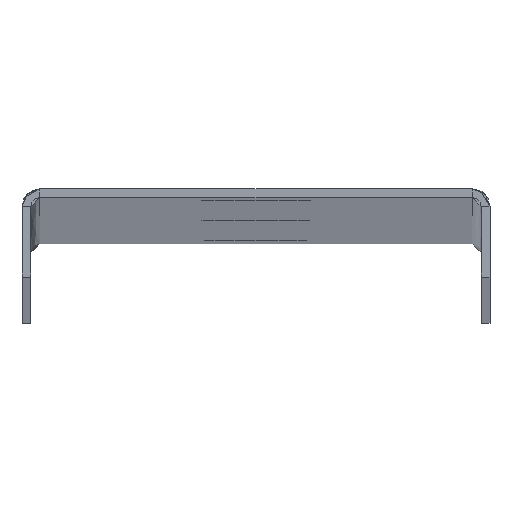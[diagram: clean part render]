
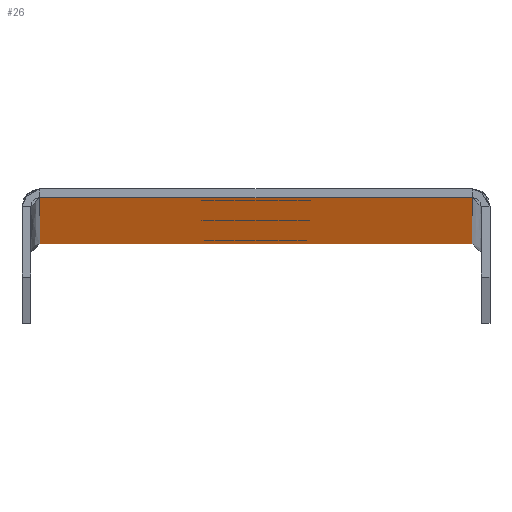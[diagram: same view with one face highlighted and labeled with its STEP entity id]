
A CAD part, top view. The second image highlights one B-rep face of the part: STEP entity #26.
In plain terms, the highlighted planar face has unit normal (0, -1, 0).
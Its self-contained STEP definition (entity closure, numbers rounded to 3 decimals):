
#14=FACE_BOUND('',#83,.T.);
#15=FACE_BOUND('',#84,.T.);
#16=FACE_BOUND('',#85,.T.);
#26=ADVANCED_FACE('',(#54,#14,#15,#16),#396,.T.);
#54=FACE_OUTER_BOUND('',#82,.T.);
#82=EDGE_LOOP('',(#134,#135,#136,#137));
#83=EDGE_LOOP('',(#138,#139));
#84=EDGE_LOOP('',(#140,#141));
#85=EDGE_LOOP('',(#142,#143));
#134=ORIENTED_EDGE('',*,*,#258,.F.);
#135=ORIENTED_EDGE('',*,*,#257,.T.);
#136=ORIENTED_EDGE('',*,*,#259,.F.);
#137=ORIENTED_EDGE('',*,*,#260,.F.);
#138=ORIENTED_EDGE('',*,*,#239,.T.);
#139=ORIENTED_EDGE('',*,*,#292,.T.);
#140=ORIENTED_EDGE('',*,*,#290,.T.);
#141=ORIENTED_EDGE('',*,*,#243,.T.);
#142=ORIENTED_EDGE('',*,*,#294,.T.);
#143=ORIENTED_EDGE('',*,*,#235,.T.);
#235=EDGE_CURVE('',#360,#358,#296,.T.);
#239=EDGE_CURVE('',#364,#362,#298,.T.);
#243=EDGE_CURVE('',#368,#366,#300,.T.);
#257=EDGE_CURVE('',#378,#380,#331,.T.);
#258=EDGE_CURVE('',#378,#381,#332,.T.);
#259=EDGE_CURVE('',#382,#380,#333,.T.);
#260=EDGE_CURVE('',#381,#382,#334,.T.);
#290=EDGE_CURVE('',#366,#368,#310,.T.);
#292=EDGE_CURVE('',#362,#364,#312,.T.);
#294=EDGE_CURVE('',#358,#360,#314,.T.);
#296=(
BOUNDED_CURVE()
B_SPLINE_CURVE(2,(#788,#789,#790,#791,#792),.UNSPECIFIED.,.F.,.F.)
B_SPLINE_CURVE_WITH_KNOTS((3,2,3),(-19.321,-9.66,
0.),.UNSPECIFIED.)
CURVE()
GEOMETRIC_REPRESENTATION_ITEM()
RATIONAL_B_SPLINE_CURVE((1.,0.707,1.,0.707,1.))
REPRESENTATION_ITEM('')
);
#298=(
BOUNDED_CURVE()
B_SPLINE_CURVE(2,(#802,#803,#804,#805,#806),.UNSPECIFIED.,.F.,.F.)
B_SPLINE_CURVE_WITH_KNOTS((3,2,3),(-19.321,-9.66,0.),
 .UNSPECIFIED.)
CURVE()
GEOMETRIC_REPRESENTATION_ITEM()
RATIONAL_B_SPLINE_CURVE((1.,0.707,1.,0.707,1.))
REPRESENTATION_ITEM('')
);
#300=(
BOUNDED_CURVE()
B_SPLINE_CURVE(2,(#816,#817,#818,#819,#820),.UNSPECIFIED.,.F.,.F.)
B_SPLINE_CURVE_WITH_KNOTS((3,2,3),(-19.321,-9.66,
0.),.UNSPECIFIED.)
CURVE()
GEOMETRIC_REPRESENTATION_ITEM()
RATIONAL_B_SPLINE_CURVE((1.,0.707,1.,0.707,1.))
REPRESENTATION_ITEM('')
);
#310=(
BOUNDED_CURVE()
B_SPLINE_CURVE(2,(#924,#925,#926,#927,#928),.UNSPECIFIED.,.F.,.F.)
B_SPLINE_CURVE_WITH_KNOTS((3,2,3),(-19.321,-9.66,
0.),.UNSPECIFIED.)
CURVE()
GEOMETRIC_REPRESENTATION_ITEM()
RATIONAL_B_SPLINE_CURVE((1.,0.707,1.,0.707,1.))
REPRESENTATION_ITEM('')
);
#312=(
BOUNDED_CURVE()
B_SPLINE_CURVE(2,(#934,#935,#936,#937,#938),.UNSPECIFIED.,.F.,.F.)
B_SPLINE_CURVE_WITH_KNOTS((3,2,3),(-19.321,-9.66,0.),
 .UNSPECIFIED.)
CURVE()
GEOMETRIC_REPRESENTATION_ITEM()
RATIONAL_B_SPLINE_CURVE((1.,0.707,1.,0.707,1.))
REPRESENTATION_ITEM('')
);
#314=(
BOUNDED_CURVE()
B_SPLINE_CURVE(2,(#944,#945,#946,#947,#948),.UNSPECIFIED.,.F.,.F.)
B_SPLINE_CURVE_WITH_KNOTS((3,2,3),(-19.321,-9.66,
0.),.UNSPECIFIED.)
CURVE()
GEOMETRIC_REPRESENTATION_ITEM()
RATIONAL_B_SPLINE_CURVE((1.,0.707,1.,0.707,1.))
REPRESENTATION_ITEM('')
);
#331=B_SPLINE_CURVE_WITH_KNOTS('',1,(#852,#853),.UNSPECIFIED.,.F.,.F.,(2,
2),(-3000.,0.),.UNSPECIFIED.);
#332=B_SPLINE_CURVE_WITH_KNOTS('',1,(#854,#855),.UNSPECIFIED.,.F.,.F.,(2,
2),(-49.,0.),.UNSPECIFIED.);
#333=B_SPLINE_CURVE_WITH_KNOTS('',1,(#856,#857),.UNSPECIFIED.,.F.,.F.,(2,
2),(0.,49.),.UNSPECIFIED.);
#334=B_SPLINE_CURVE_WITH_KNOTS('',1,(#858,#859),.UNSPECIFIED.,.F.,.F.,(2,
2),(-3000.,0.),.UNSPECIFIED.);
#358=VERTEX_POINT('',#750);
#360=VERTEX_POINT('',#752);
#362=VERTEX_POINT('',#754);
#364=VERTEX_POINT('',#756);
#366=VERTEX_POINT('',#758);
#368=VERTEX_POINT('',#760);
#378=VERTEX_POINT('',#770);
#380=VERTEX_POINT('',#772);
#381=VERTEX_POINT('',#773);
#382=VERTEX_POINT('',#774);
#396=PLANE('',#512);
#512=AXIS2_PLACEMENT_3D('',#626,#533,$);
#533=DIRECTION('',(0.,-1.,0.));
#626=CARTESIAN_POINT('',(-29.4,-1.,-1800.));
#750=CARTESIAN_POINT('',(0.,-1.,-1306.15));
#752=CARTESIAN_POINT('',(0.,-1.,-1293.85));
#754=CARTESIAN_POINT('',(0.,-1.,-6.15));
#756=CARTESIAN_POINT('',(0.,-1.,6.15));
#758=CARTESIAN_POINT('',(0.,-1.,1293.85));
#760=CARTESIAN_POINT('',(0.,-1.,1306.15));
#770=CARTESIAN_POINT('',(24.5,-1.,-1500.));
#772=CARTESIAN_POINT('',(24.5,-1.,1500.));
#773=CARTESIAN_POINT('',(-24.5,-1.,-1500.));
#774=CARTESIAN_POINT('',(-24.5,-1.,1500.));
#788=CARTESIAN_POINT('',(0.,-1.,-1293.85));
#789=CARTESIAN_POINT('',(6.15,-1.,-1293.85));
#790=CARTESIAN_POINT('',(6.15,-1.,-1300.));
#791=CARTESIAN_POINT('',(6.15,-1.,-1306.15));
#792=CARTESIAN_POINT('',(0.,-1.,-1306.15));
#802=CARTESIAN_POINT('',(0.,-1.,6.15));
#803=CARTESIAN_POINT('',(6.15,-1.,6.15));
#804=CARTESIAN_POINT('',(6.15,-1.,0.));
#805=CARTESIAN_POINT('',(6.15,-1.,-6.15));
#806=CARTESIAN_POINT('',(0.,-1.,-6.15));
#816=CARTESIAN_POINT('',(0.,-1.,1306.15));
#817=CARTESIAN_POINT('',(6.15,-1.,1306.15));
#818=CARTESIAN_POINT('',(6.15,-1.,1300.));
#819=CARTESIAN_POINT('',(6.15,-1.,1293.85));
#820=CARTESIAN_POINT('',(0.,-1.,1293.85));
#852=CARTESIAN_POINT('',(24.5,-1.,-1500.));
#853=CARTESIAN_POINT('',(24.5,-1.,1500.));
#854=CARTESIAN_POINT('',(24.5,-1.,-1500.));
#855=CARTESIAN_POINT('',(-24.5,-1.,-1500.));
#856=CARTESIAN_POINT('',(-24.5,-1.,1500.));
#857=CARTESIAN_POINT('',(24.5,-1.,1500.));
#858=CARTESIAN_POINT('',(-24.5,-1.,-1500.));
#859=CARTESIAN_POINT('',(-24.5,-1.,1500.));
#924=CARTESIAN_POINT('',(0.,-1.,1293.85));
#925=CARTESIAN_POINT('',(-6.15,-1.,1293.85));
#926=CARTESIAN_POINT('',(-6.15,-1.,1300.));
#927=CARTESIAN_POINT('',(-6.15,-1.,1306.15));
#928=CARTESIAN_POINT('',(0.,-1.,1306.15));
#934=CARTESIAN_POINT('',(0.,-1.,-6.15));
#935=CARTESIAN_POINT('',(-6.15,-1.,-6.15));
#936=CARTESIAN_POINT('',(-6.15,-1.,0.));
#937=CARTESIAN_POINT('',(-6.15,-1.,6.15));
#938=CARTESIAN_POINT('',(0.,-1.,6.15));
#944=CARTESIAN_POINT('',(0.,-1.,-1306.15));
#945=CARTESIAN_POINT('',(-6.15,-1.,-1306.15));
#946=CARTESIAN_POINT('',(-6.15,-1.,-1300.));
#947=CARTESIAN_POINT('',(-6.15,-1.,-1293.85));
#948=CARTESIAN_POINT('',(0.,-1.,-1293.85));
